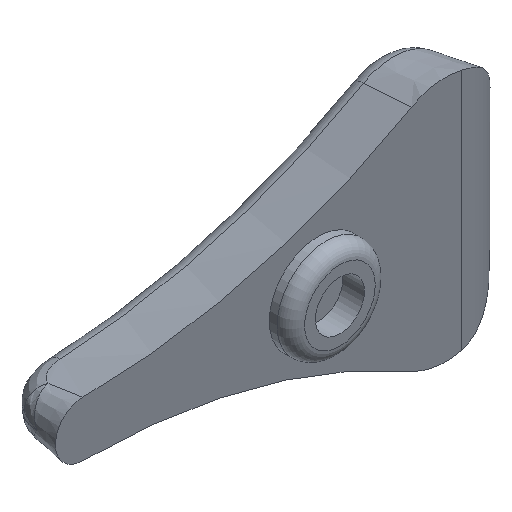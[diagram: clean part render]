
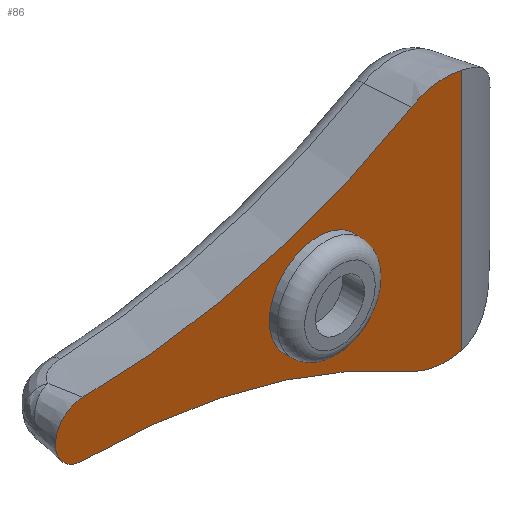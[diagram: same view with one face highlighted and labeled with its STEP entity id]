
A CAD part, isometric view. The second image highlights one B-rep face of the part: STEP entity #86.
In plain terms, the highlighted planar face has unit normal (0, -1, 0).
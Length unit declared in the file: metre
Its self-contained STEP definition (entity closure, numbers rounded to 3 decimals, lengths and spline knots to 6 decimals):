
#86 = ADVANCED_FACE( '', ( #173, #174 ), #175, .T. );
#173 = FACE_OUTER_BOUND( '', #995, .T. );
#174 = FACE_BOUND( '', #996, .T. );
#175 = PLANE( '', #997 );
#995 = EDGE_LOOP( '', ( #1149, #1150, #1151, #1152, #1153, #1154 ) );
#996 = EDGE_LOOP( '', ( #1155 ) );
#997 = AXIS2_PLACEMENT_3D( '', #1156, #1157, #1158 );
#1149 = ORIENTED_EDGE( '', *, *, #1191, .F. );
#1150 = ORIENTED_EDGE( '', *, *, #1241, .F. );
#1151 = ORIENTED_EDGE( '', *, *, #1256, .F. );
#1152 = ORIENTED_EDGE( '', *, *, #1205, .T. );
#1153 = ORIENTED_EDGE( '', *, *, #1200, .T. );
#1154 = ORIENTED_EDGE( '', *, *, #1253, .T. );
#1155 = ORIENTED_EDGE( '', *, *, #1216, .F. );
#1156 = CARTESIAN_POINT( '', ( 0., 0., 0. ) );
#1157 = DIRECTION( '', ( 0., -1., 0. ) );
#1158 = DIRECTION( '', ( 1., 0., 0. ) );
#1191 = EDGE_CURVE( '', #1262, #1263, #1264, .F. );
#1200 = EDGE_CURVE( '', #1272, #1278, #1280, .F. );
#1205 = EDGE_CURVE( '', #1283, #1272, #1288, .T. );
#1216 = EDGE_CURVE( '', #1305, #1305, #1306, .T. );
#1241 = EDGE_CURVE( '', #1339, #1262, #1341, .F. );
#1253 = EDGE_CURVE( '', #1278, #1263, #1354, .T. );
#1256 = EDGE_CURVE( '', #1283, #1339, #1357, .T. );
#1262 = VERTEX_POINT( '', #1363 );
#1263 = VERTEX_POINT( '', #1364 );
#1264 = LINE( '', #1365, #1366 );
#1272 = VERTEX_POINT( '', #1441 );
#1278 = VERTEX_POINT( '', #1483 );
#1280 = CIRCLE( '', #1486, 0.339 );
#1283 = VERTEX_POINT( '', #1489 );
#1288 = CIRCLE( '', #1631, 0.014 );
#1305 = VERTEX_POINT( '', #1810 );
#1306 = CIRCLE( '', #1811, 0.025 );
#1339 = VERTEX_POINT( '', #1884 );
#1341 = CIRCLE( '', #1887, 0.035 );
#1354 = CIRCLE( '', #1901, 0.035 );
#1357 = CIRCLE( '', #1904, 0.339 );
#1363 = CARTESIAN_POINT( '', ( 0.051, 0., 0.061829 ) );
#1364 = CARTESIAN_POINT( '', ( 0.051, 0., -0.061829 ) );
#1365 = CARTESIAN_POINT( '', ( 0.051, 0., -0.062816 ) );
#1366 = VECTOR( '', #1909, 1. );
#1441 = CARTESIAN_POINT( '', ( -0.142, 0., -0.014 ) );
#1483 = CARTESIAN_POINT( '', ( 0.025458, 0., -0.058248 ) );
#1486 = AXIS2_PLACEMENT_3D( '', #1915, #1916, #1917 );
#1489 = CARTESIAN_POINT( '', ( -0.142, 0., 0.014 ) );
#1631 = AXIS2_PLACEMENT_3D( '', #1919, #1920, #1921 );
#1810 = CARTESIAN_POINT( '', ( 0.003, 0., 0. ) );
#1811 = AXIS2_PLACEMENT_3D( '', #1929, #1930, #1931 );
#1884 = CARTESIAN_POINT( '', ( 0.025458, 0., 0.058248 ) );
#1887 = AXIS2_PLACEMENT_3D( '', #1976, #1977, #1978 );
#1901 = AXIS2_PLACEMENT_3D( '', #1995, #1996, #1997 );
#1904 = AXIS2_PLACEMENT_3D( '', #1998, #1999, #2000 );
#1909 = DIRECTION( '', ( 0., 0., 1. ) );
#1915 = CARTESIAN_POINT( '', ( -0.142, 0., -0.353 ) );
#1916 = DIRECTION( '', ( 0., -1., 0. ) );
#1917 = DIRECTION( '', ( 1., 0., 0. ) );
#1919 = CARTESIAN_POINT( '', ( -0.142, 0., 0. ) );
#1920 = DIRECTION( '', ( 0., -1., 0. ) );
#1921 = DIRECTION( '', ( 1., 0., 0. ) );
#1929 = CARTESIAN_POINT( '', ( -0.022, 0., 0. ) );
#1930 = DIRECTION( '', ( 0., -1., 0. ) );
#1931 = DIRECTION( '', ( 1., 0., 0. ) );
#1976 = CARTESIAN_POINT( '', ( 0.042747, 0., 0.027816 ) );
#1977 = DIRECTION( '', ( 0., -1., 0. ) );
#1978 = DIRECTION( '', ( 1., 0., 0. ) );
#1995 = CARTESIAN_POINT( '', ( 0.042747, 0., -0.027816 ) );
#1996 = DIRECTION( '', ( 0., -1., 0. ) );
#1997 = DIRECTION( '', ( 1., 0., 0. ) );
#1998 = CARTESIAN_POINT( '', ( -0.142, 0., 0.353 ) );
#1999 = DIRECTION( '', ( 0., -1., 0. ) );
#2000 = DIRECTION( '', ( 1., 0., 0. ) );
